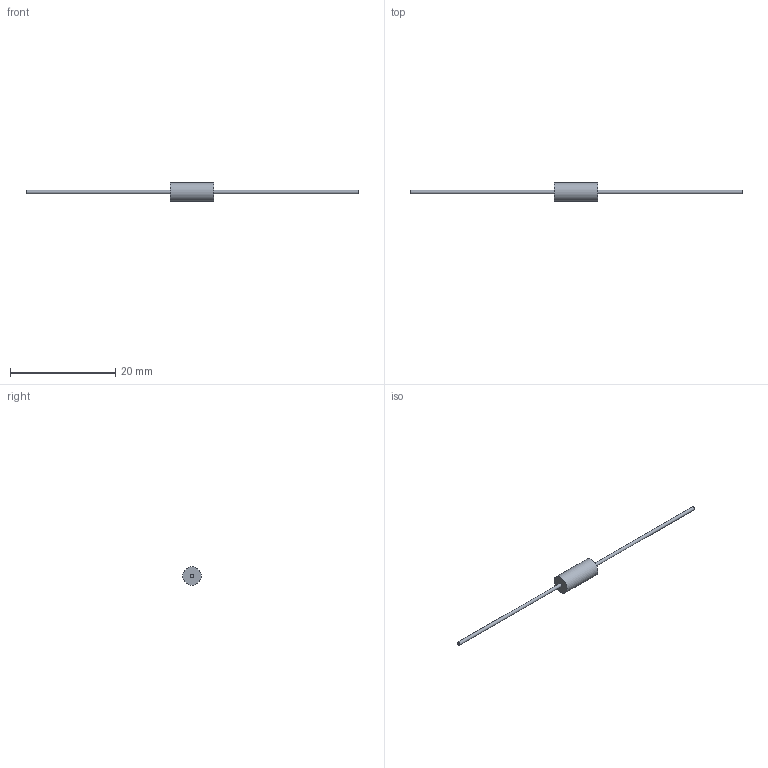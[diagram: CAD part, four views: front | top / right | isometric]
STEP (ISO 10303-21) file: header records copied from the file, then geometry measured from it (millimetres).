
FILE_DESCRIPTION( ( 'Unknown' ), '1' );
FILE_NAME( '7427602.stp', 'Unknown', ( 'Unknown' ), ( 'Unknown' ), 'XStep 1.0', 'Unknown', ' ' );
FILE_SCHEMA( ( 'automotive_design' ) );
Length unit declared in the file: millimetre
Products named in the file (3): Assem1; Draht; Kern
Bounding box: 63 x 3.5 x 3.5 mm (x, y, z)
Volume: 196 mm3; surface area: 512.2 mm2
Topology: 4 solids, 4 shells, 14 faces, 18 edges, 12 vertices
Faces by surface type: plane 8, cylinder 6
Full cylindrical faces by diameter (mm): 0.65 x4, 3.5 x2
Entity records: 222 total; most frequent: DIRECTION 32, CARTESIAN_POINT 22, AXIS2_PLACEMENT_3D 16, EDGE_LOOP 12, ORIENTED_EDGE 12, FACE_OUTER_BOUND 10, ADVANCED_FACE 7, EDGE_CURVE 6
